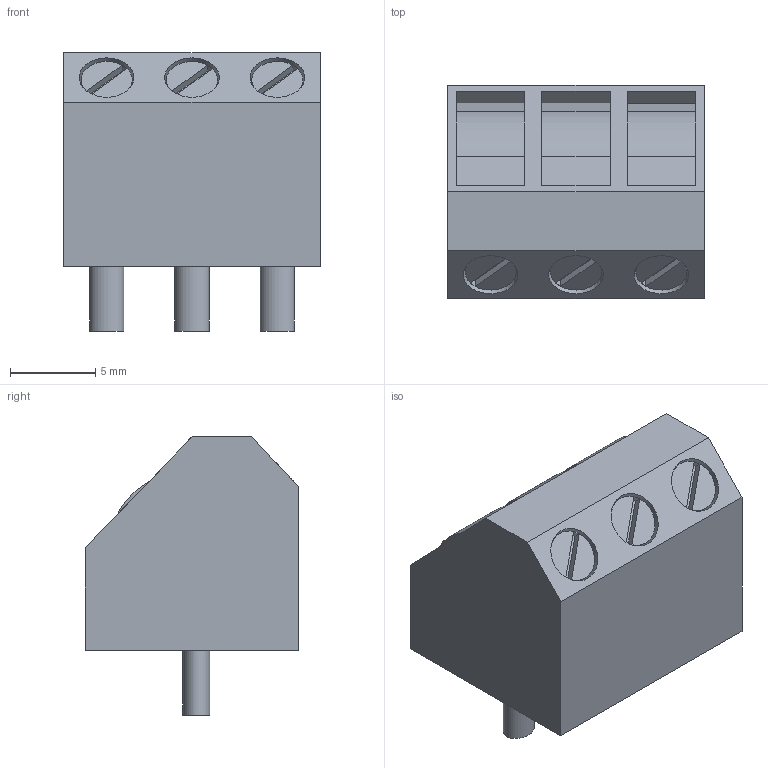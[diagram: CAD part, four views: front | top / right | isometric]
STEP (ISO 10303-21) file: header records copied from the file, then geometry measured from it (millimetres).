
FILE_DESCRIPTION(('STEP AP214'), '1');
FILE_NAME('Äåòàëü', '2015-07-13T18:36:20', ('Àíòîí'), (''), 'ASCON STEP Converter 1.3', 'ASCON Math Kernel', '');
FILE_SCHEMA(('AUTOMOTIVE_DESIGN { 1 0 10303 214 3 1 1}'));
Length unit declared in the file: millimetre
Bounding box: 15 x 12.5 x 16.3 mm (x, y, z)
Volume: 1647.7 mm3; surface area: 1546.7 mm2
Topology: 1 solids, 1 shells, 101 faces, 219 edges, 126 vertices
Faces by surface type: plane 86, cylinder 12, bspline 3
Full cylindrical faces by diameter (mm): 3 x3, 3.2 x3
Entity records: 3525 total; most frequent: CARTESIAN_POINT 513, DIRECTION 450, ORIENTED_EDGE 420, EDGE_CURVE 210, LINE 156, VECTOR 156, AXIS2_PLACEMENT_3D 147, VERTEX_POINT 126
